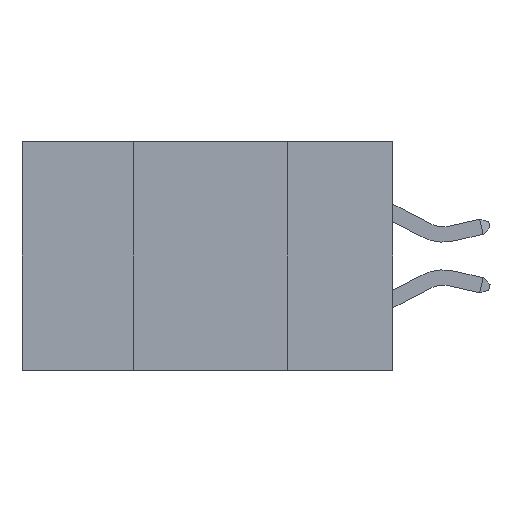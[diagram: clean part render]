
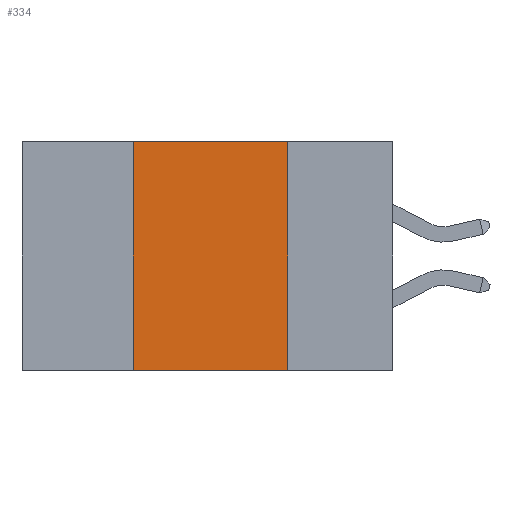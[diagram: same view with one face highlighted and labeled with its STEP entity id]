
A CAD part, left-side view. The second image highlights one B-rep face of the part: STEP entity #334.
In plain terms, the highlighted planar face has unit normal (-1, 0, 0).
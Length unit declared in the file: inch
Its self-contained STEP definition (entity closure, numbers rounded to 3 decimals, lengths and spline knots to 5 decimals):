
#334 = ADVANCED_FACE ( 'NONE', ( #13325 ), #13144, .F. ) ;
#426 = LINE ( 'NONE', #805, #8838 ) ;
#456 = VECTOR ( 'NONE', #9358, 39.37008 ) ;
#590 = EDGE_CURVE ( 'NONE', #1943, #14183, #10765, .T. ) ;
#805 = CARTESIAN_POINT ( 'NONE',  ( 0., 0.42, 0. ) ) ;
#1143 = DIRECTION ( 'NONE',  ( 1., 0., 0. ) ) ;
#1527 = CARTESIAN_POINT ( 'NONE',  ( 0., 0.17, 0. ) ) ;
#1943 = VERTEX_POINT ( 'NONE', #14701 ) ;
#4292 = DIRECTION ( 'NONE',  ( 0., 0., -1. ) ) ;
#4711 = ORIENTED_EDGE ( 'NONE', *, *, #15124, .F. ) ;
#5712 = VERTEX_POINT ( 'NONE', #13901 ) ;
#6860 = LINE ( 'NONE', #9176, #11376 ) ;
#7650 = AXIS2_PLACEMENT_3D ( 'NONE', #17469, #1143, #4292 ) ;
#8838 = VECTOR ( 'NONE', #9920, 39.37008 ) ;
#8956 = CARTESIAN_POINT ( 'NONE',  ( 0., 0.6, -0.37 ) ) ;
#9176 = CARTESIAN_POINT ( 'NONE',  ( 0., 0.6, 0. ) ) ;
#9243 = ORIENTED_EDGE ( 'NONE', *, *, #11833, .T. ) ;
#9358 = DIRECTION ( 'NONE',  ( 0., 0., -1. ) ) ;
#9920 = DIRECTION ( 'NONE',  ( 0., 0., 1. ) ) ;
#10432 = DIRECTION ( 'NONE',  ( 0., -1., 0. ) ) ;
#10765 = LINE ( 'NONE', #1527, #456 ) ;
#10998 = LINE ( 'NONE', #8956, #13108 ) ;
#11376 = VECTOR ( 'NONE', #12393, 39.37008 ) ;
#11833 = EDGE_CURVE ( 'NONE', #19247, #14183, #10998, .T. ) ;
#12393 = DIRECTION ( 'NONE',  ( 0., -1., 0. ) ) ;
#13108 = VECTOR ( 'NONE', #10432, 39.37008 ) ;
#13144 = PLANE ( 'NONE',  #7650 ) ;
#13325 = FACE_OUTER_BOUND ( 'NONE', #16419, .T. ) ;
#13901 = CARTESIAN_POINT ( 'NONE',  ( 0., 0.42, 0. ) ) ;
#14183 = VERTEX_POINT ( 'NONE', #16530 ) ;
#14701 = CARTESIAN_POINT ( 'NONE',  ( 0., 0.17, 0. ) ) ;
#14913 = ORIENTED_EDGE ( 'NONE', *, *, #590, .F. ) ;
#15124 = EDGE_CURVE ( 'NONE', #5712, #1943, #6860, .T. ) ;
#16419 = EDGE_LOOP ( 'NONE', ( #14913, #4711, #16480, #9243 ) ) ;
#16480 = ORIENTED_EDGE ( 'NONE', *, *, #17916, .F. ) ;
#16530 = CARTESIAN_POINT ( 'NONE',  ( 0., 0.17, -0.37 ) ) ;
#17469 = CARTESIAN_POINT ( 'NONE',  ( 0., 0.6, 0. ) ) ;
#17916 = EDGE_CURVE ( 'NONE', #19247, #5712, #426, .T. ) ;
#18836 = CARTESIAN_POINT ( 'NONE',  ( 0., 0.42, -0.37 ) ) ;
#19247 = VERTEX_POINT ( 'NONE', #18836 ) ;
